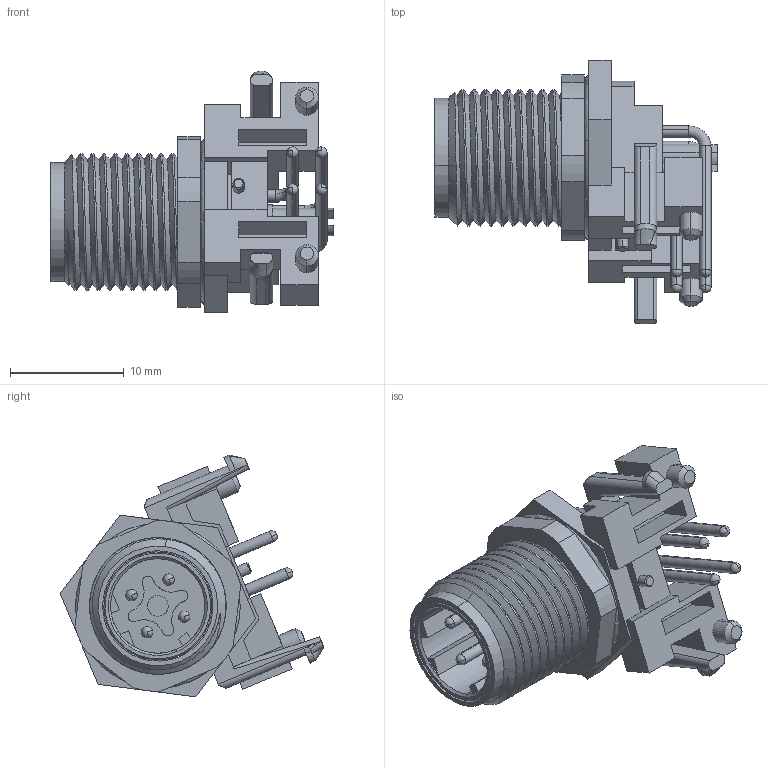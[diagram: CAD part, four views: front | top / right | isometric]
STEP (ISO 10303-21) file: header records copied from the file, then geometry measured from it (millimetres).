
FILE_DESCRIPTION(('CATIA V5 STEP Exchange','CAx-IF Rec.Pracs.--- Model Styling and Organization---1.4--- 2014-01-23'),'2;1');
FILE_NAME('SM C10 PM-S44-M422-Df_.stp','2023-08-29T10:54:07+00:00',('none'),('none'),'CATIA Version 5-6 Release 2018','CATIA V5 STEP AP214','none');
FILE_SCHEMA(('AUTOMOTIVE_DESIGN { 1 0 10303 214 1 1 1 1 }'));
Length unit declared in the file: millimetre
Products named in the file (1): SM C10 PM-S44-M422-Df
Bounding box: 24.8 x 23.18 x 21.24 mm (x, y, z)
Volume: 2196.8 mm3; surface area: 3940.7 mm2
Topology: 1 solids, 2 shells, 286 faces, 960 edges, 676 vertices
Faces by surface type: plane 131, cylinder 95, bspline 16, sphere 16, torus 14, cone 14
Entity records: 16750 total; most frequent: CARTESIAN_POINT 9454, ORIENTED_EDGE 1888, DIRECTION 948, EDGE_CURVE 944, VERTEX_POINT 676, VECTOR 417, LINE 417, AXIS2_PLACEMENT_3D 371
